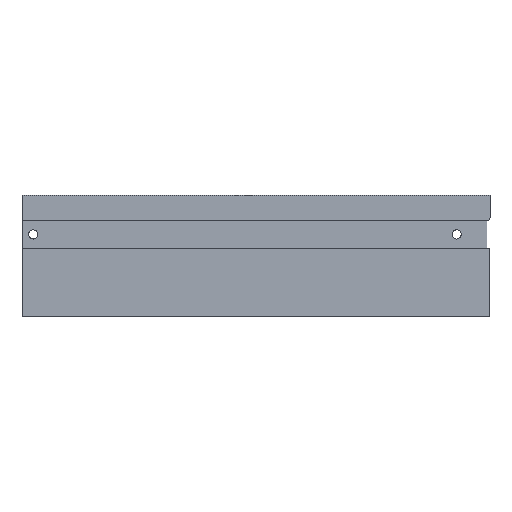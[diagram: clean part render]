
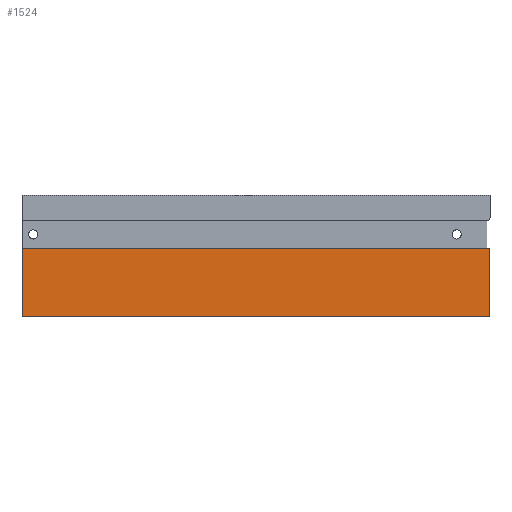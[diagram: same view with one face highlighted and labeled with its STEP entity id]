
A CAD part, top view. The second image highlights one B-rep face of the part: STEP entity #1524.
In plain terms, the highlighted planar face has unit normal (0, 0, 1).
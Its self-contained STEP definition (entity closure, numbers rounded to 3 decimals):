
#24 = CIRCLE ( 'NONE', #844, 1. ) ;
#80 = VERTEX_POINT ( 'NONE', #925 ) ;
#146 = DIRECTION ( 'NONE',  ( 0., 1., 0. ) ) ;
#197 = DIRECTION ( 'NONE',  ( 0., 1., 0. ) ) ;
#254 = DIRECTION ( 'NONE',  ( 1., 0., 0. ) ) ;
#297 = DIRECTION ( 'NONE',  ( 1., 0., 0. ) ) ;
#322 = CARTESIAN_POINT ( 'NONE',  ( 168.978, 0., 8. ) ) ;
#374 = CARTESIAN_POINT ( 'NONE',  ( 1., 0., 8. ) ) ;
#418 = DIRECTION ( 'NONE',  ( 0., 0., 1. ) ) ;
#442 = ORIENTED_EDGE ( 'NONE', *, *, #1486, .T. ) ;
#471 = DIRECTION ( 'NONE',  ( 0., 0., 1. ) ) ;
#495 = LINE ( 'NONE', #322, #972 ) ;
#521 = CARTESIAN_POINT ( 'NONE',  ( 168.978, 1., 8. ) ) ;
#542 = LINE ( 'NONE', #374, #684 ) ;
#587 = VERTEX_POINT ( 'NONE', #1200 ) ;
#595 = CARTESIAN_POINT ( 'NONE',  ( 167.978, 24.5, 8. ) ) ;
#640 = CARTESIAN_POINT ( 'NONE',  ( 0., 0., 8. ) ) ;
#657 = ORIENTED_EDGE ( 'NONE', *, *, #733, .T. ) ;
#684 = VECTOR ( 'NONE', #197, 1000. ) ;
#716 = ORIENTED_EDGE ( 'NONE', *, *, #840, .T. ) ;
#733 = EDGE_CURVE ( 'NONE', #946, #1378, #1411, .T. ) ;
#840 = EDGE_CURVE ( 'NONE', #1606, #587, #495, .T. ) ;
#844 = AXIS2_PLACEMENT_3D ( 'NONE', #595, #418, #254 ) ;
#919 = CARTESIAN_POINT ( 'NONE',  ( 1., 25.5, 8. ) ) ;
#925 = CARTESIAN_POINT ( 'NONE',  ( 1., 1., 8. ) ) ;
#946 = VERTEX_POINT ( 'NONE', #1653 ) ;
#964 = EDGE_LOOP ( 'NONE', ( #716, #442, #657, #1355, #1014 ) ) ;
#972 = VECTOR ( 'NONE', #146, 1000. ) ;
#1014 = ORIENTED_EDGE ( 'NONE', *, *, #1643, .T. ) ;
#1020 = DIRECTION ( 'NONE',  ( 1., 0., 0. ) ) ;
#1044 = DIRECTION ( 'NONE',  ( -1., 0., 0. ) ) ;
#1081 = EDGE_CURVE ( 'NONE', #80, #1378, #542, .T. ) ;
#1083 = VECTOR ( 'NONE', #1020, 1000. ) ;
#1174 = LINE ( 'NONE', #1193, #1083 ) ;
#1193 = CARTESIAN_POINT ( 'NONE',  ( 0., 1., 8. ) ) ;
#1200 = CARTESIAN_POINT ( 'NONE',  ( 168.978, 24.5, 8. ) ) ;
#1221 = CARTESIAN_POINT ( 'NONE',  ( 168.978, 25.5, 8. ) ) ;
#1345 = AXIS2_PLACEMENT_3D ( 'NONE', #640, #471, #297 ) ;
#1355 = ORIENTED_EDGE ( 'NONE', *, *, #1081, .F. ) ;
#1378 = VERTEX_POINT ( 'NONE', #919 ) ;
#1393 = FACE_OUTER_BOUND ( 'NONE', #964, .T. ) ;
#1411 = LINE ( 'NONE', #1221, #1536 ) ;
#1486 = EDGE_CURVE ( 'NONE', #587, #946, #24, .T. ) ;
#1524 = ADVANCED_FACE ( 'NONE', ( #1393 ), #1538, .T. ) ;
#1536 = VECTOR ( 'NONE', #1044, 1000. ) ;
#1538 = PLANE ( 'NONE',  #1345 ) ;
#1606 = VERTEX_POINT ( 'NONE', #521 ) ;
#1643 = EDGE_CURVE ( 'NONE', #80, #1606, #1174, .T. ) ;
#1653 = CARTESIAN_POINT ( 'NONE',  ( 167.978, 25.5, 8. ) ) ;
